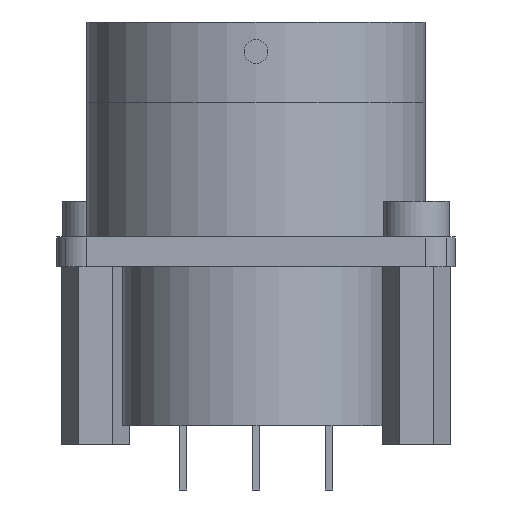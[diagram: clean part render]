
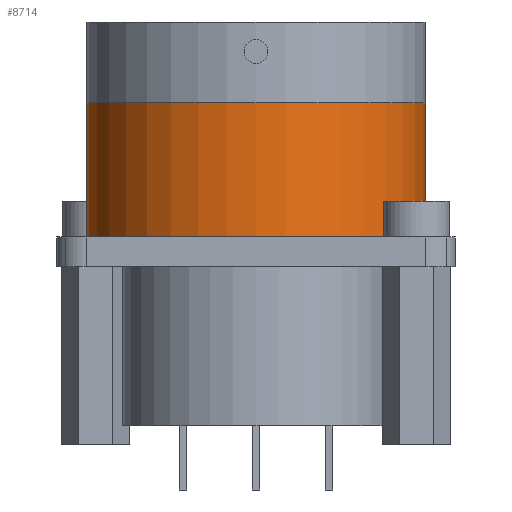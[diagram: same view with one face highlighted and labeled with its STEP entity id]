
A CAD part, front view. The second image highlights one B-rep face of the part: STEP entity #8714.
In plain terms, the highlighted cylindrical face has radius 14.25 mm (diameter 28.5 mm), a partial arc.
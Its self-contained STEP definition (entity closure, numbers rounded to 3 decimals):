
#8560=CARTESIAN_POINT('',(14.25,0.,17.5));
#8561=VERTEX_POINT('',#8560);
#8562=CARTESIAN_POINT('',(14.25,0.,28.8));
#8563=VERTEX_POINT('',#8562);
#8564=CARTESIAN_POINT('',(14.25,0.,17.5));
#8565=DIRECTION('',(0.0,0.0,1.0));
#8566=VECTOR('',#8565,11.3);
#8567=LINE('',#8564,#8566);
#8568=EDGE_CURVE('',#8561,#8563,#8567,.T.);
#8570=CARTESIAN_POINT('',(-14.25,0.,17.5));
#8571=VERTEX_POINT('',#8570);
#8579=CARTESIAN_POINT('',(-14.25,0.,28.8));
#8580=VERTEX_POINT('',#8579);
#8581=CARTESIAN_POINT('',(-14.25,0.,28.8));
#8582=DIRECTION('',(0.0,0.0,-1.0));
#8583=VECTOR('',#8582,11.3);
#8584=LINE('',#8581,#8583);
#8585=EDGE_CURVE('',#8580,#8571,#8584,.T.);
#8668=CARTESIAN_POINT('',(0.,0.,17.5));
#8669=DIRECTION('',(0.0,0.0,-1.0));
#8670=DIRECTION('',(1.0,0.0,0.0));
#8671=AXIS2_PLACEMENT_3D('',#8668,#8669,#8670);
#8672=CIRCLE('',#8671,14.25);
#8673=EDGE_CURVE('',#8571,#8561,#8672,.F.);
#8688=CARTESIAN_POINT('',(0.,0.,28.8));
#8689=DIRECTION('',(0.0,0.0,-1.0));
#8690=DIRECTION('',(1.0,0.0,0.0));
#8691=AXIS2_PLACEMENT_3D('',#8688,#8689,#8690);
#8692=CIRCLE('',#8691,14.25);
#8693=EDGE_CURVE('',#8563,#8580,#8692,.T.);
#8703=CARTESIAN_POINT('',(0.,0.,10.7));
#8704=DIRECTION('',(0.0,0.0,1.0));
#8705=DIRECTION('',(1.0,0.0,0.0));
#8706=AXIS2_PLACEMENT_3D('',#8703,#8704,#8705);
#8707=CYLINDRICAL_SURFACE('',#8706,14.25);
#8708=ORIENTED_EDGE('',*,*,#8568,.T.);
#8709=ORIENTED_EDGE('',*,*,#8693,.T.);
#8710=ORIENTED_EDGE('',*,*,#8585,.T.);
#8711=ORIENTED_EDGE('',*,*,#8673,.T.);
#8712=EDGE_LOOP('',(#8708,#8709,#8710,#8711));
#8713=FACE_OUTER_BOUND('',#8712,.T.);
#8714=ADVANCED_FACE('',(#8713),#8707,.T.);
